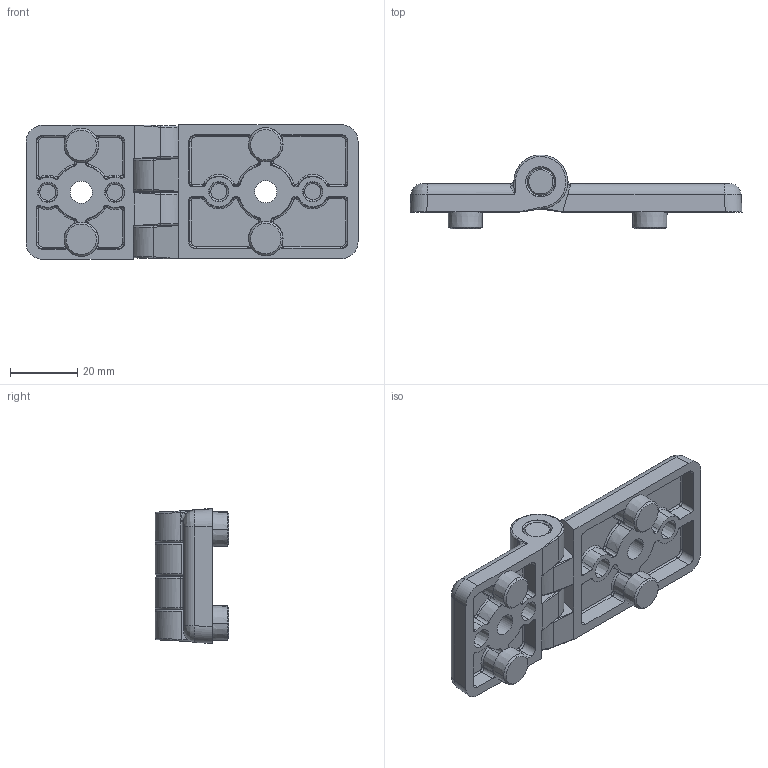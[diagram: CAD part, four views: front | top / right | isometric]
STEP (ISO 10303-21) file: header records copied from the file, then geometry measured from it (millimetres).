
FILE_DESCRIPTION (( 'STEP AP214' ), '1' );
FILE_NAME ('095ks4060f10.STEP', '2014-09-01T07:35:01', ( '' ), ( '' ), 'SwSTEP 2.0', 'SolidWorks 2014', '' );
FILE_SCHEMA (( 'AUTOMOTIVE_DESIGN' ));
Length unit declared in the file: inch
Products named in the file (1): 095ks4060f10
Bounding box: 99 x 22 x 40.2 mm (x, y, z)
Volume: 27822.5 mm3; surface area: 18201.9 mm2
Topology: 7 solids, 7 shells, 545 faces, 1353 edges, 841 vertices
Faces by surface type: bspline 193, cylinder 173, cone 94, plane 85
Entity records: 29641 total; most frequent: CARTESIAN_POINT 10742, ORIENTED_EDGE 2702, DIRECTION 2147, EDGE_CURVE 1351, AXIS2_PLACEMENT_3D 876, VERTEX_POINT 841, EDGE_LOOP 578, LENGTH_MEASURE_WITH_UNIT 554
